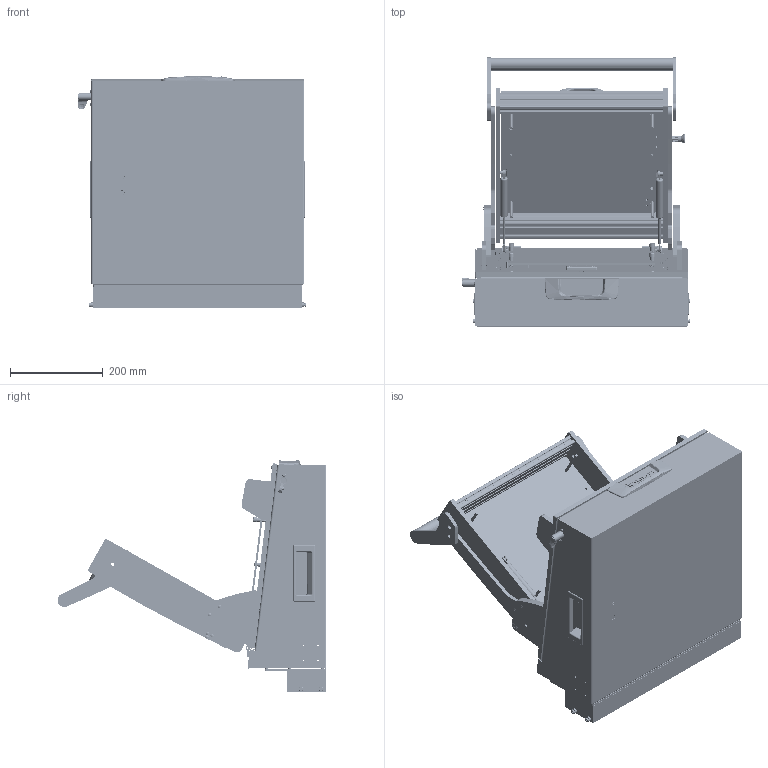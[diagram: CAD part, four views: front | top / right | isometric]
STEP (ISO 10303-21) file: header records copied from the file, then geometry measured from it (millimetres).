
FILE_DESCRIPTION (( 'STEP AP214' ), '1' );
FILE_NAME ('INGUN_59830_open.STEP', '2023-04-27T08:56:05', ( '' ), ( '' ), 'SwSTEP 2.0', 'SolidWorks 2021', '' );
FILE_SCHEMA (( 'AUTOMOTIVE_DESIGN' ));
Length unit declared in the file: millimetre
Products named in the file (118): DIN7991~n_M05,0x016; 46869~0_S; DIN934~n_M05,0; 20902~0; 114566~0_S; ISO7380~n_M05,0x030; 2196~6; 22745~1_S; 39894~2_KUNDE<S>; 35648~17; 49317~0; DIN914~n_M04,0x05; 53031~0_S; 45714~2_S; 39893~3_KUNDE<S>; DIN7991~n_M03,0x006; 2229~6; DIN125~n_03,2 M03,0; K_02037~0; 41367~6_S; 109950~0_KUNDE<S>; 41369~1_S; 32457~0_S; 53839~0_mit Lehre gebohrt<S>; 110705~2_S; DIN6325~n_03,0m6x024; DIN912~n_M04,0x016; DIN125~n_04,3 M04,0; Gewindebuchse~n_M04-09,5 offen; 21332_01~0; 113919~0; 109951~0_KUNDE<S>; 112064~0_S; INGUN_59830_open; 48522~6_KUNDE offen<S>; 112086~2_S; 29805~4_geschlossen<S>; 45709~3_S; 48517~5_S; 32462~0_S ...
Assembly tree (250 placements, depth 6):
  INGUN_59830_open
    114903~0_ohne GF<S>
      32172~8
      30758~0_S  x2
        30758_01~0_S
        30758_02~0_S
        38564~0
      20902~0
      21332~0_MA 2112<Standard>
        21332_02~0
        21332_01~0
      53032~0_S
      32171~0_S
      32462~0_S
      29805~4_geschlossen<S>
        110322~4_S
        110705~2_S
        30984~0_S
        110231~1_S
        110443~0_S
        30112~0
        ISO7380~n_M05,0x030
        ISO7380~n_M04,0x008  x2
        DIN914~n_M04,0x05
      35334~0_S
      DIN7991~n_M05,0x016
      DIN7991~n_M05,0x012  x2
      DIN985-A2~n_M04,0  x3
      8804~0
      DIN125~n_04,3 M04,0  x2
    48522~6_KUNDE offen<S>
      48517~5_S
        35648~17
        48512~0_S
        35662~11_S
        35663~9_S
        48509~2_S
        2281~0_180ø<Standard>  x2
          2281~0
        112064~0_S  x2
        53031~0_S
        114566~0_S  x2
          112087~1_S
            111995~1_S
            112086~2_S
            DIN125~n_05,3 M05,0 Fase
          49317~0
          DIN912~n_M04,0x016
          DIN125~n_04,3 M04,0
          DIN125~n_06,4 M06,0 Fase
        DIN7991~n_M05,0x016  x10
        DIN125~n_05,3 M05,0 Fase  x4
        DIN934~n_M05,0  x4
        DIN7991~n_M05,0x020  x6
        DIN6325~n_06,0m6x012  x2
        DIN6325~n_04,0m6x014  x2
      48519~6_KUNDE<S>
        53836~2_KUNDE<S>
        53837~3_KUNDE<S>
        34328~1_S  x2
Bounding box: 493.55 x 579.95 x 500.35 mm (x, y, z)
Volume: 7803192.7 mm3; surface area: 3386256.4 mm2
Topology: 264 solids, 272 shells, 8209 faces, 20393 edges, 13090 vertices
Faces by surface type: cylinder 3386, plane 3261, cone 938, bspline 384, torus 142, sphere 98
Entity records: 176302 total; most frequent: CARTESIAN_POINT 50614, DIRECTION 25228, ORIENTED_EDGE 23894, EDGE_CURVE 11947, AXIS2_PLACEMENT_3D 9485, VERTEX_POINT 7746, LINE 6258, VECTOR 6258
